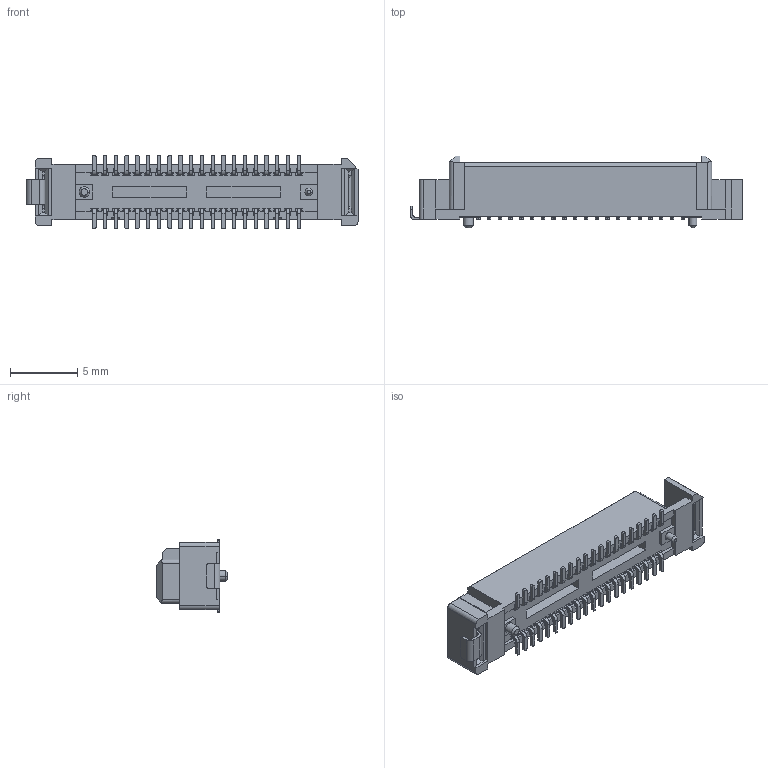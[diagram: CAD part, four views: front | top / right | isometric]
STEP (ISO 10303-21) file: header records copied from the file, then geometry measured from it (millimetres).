
FILE_DESCRIPTION( ('This file contains a STEP AP42 implementation' ,'as created by ZW3D STEP Interface translator.') ,'2;1' );
FILE_NAME( '3615-PXXX-047XXX01.stp' ,'23 321.164847', (''), ('ZWCAD Software Co.'), 'Version 1.0', 'ZW3D to STEP translator', '' );
FILE_SCHEMA(('AUTOMOTIVE_DESIGN { 1 0 10303 214 1 1 1 1 }'));
Length unit declared in the file: millimetre
Products named in the file (2): 0; 3615-PXXX-047XXX01
Bounding box: 24.68 x 5.35 x 5.5 mm (x, y, z)
Volume: 0 mm3; surface area: 669.1 mm2
Topology: 1 solids, 2 shells, 1396 faces, 3893 edges, 2500 vertices
Faces by surface type: plane 1209, cylinder 181, cone 6
Entity records: 45243 total; most frequent: CARTESIAN_POINT 7810, ORIENTED_EDGE 7776, DIRECTION 7057, EDGE_CURVE 3889, VECTOR 3499, LINE 3499, VERTEX_POINT 2500, AXIS2_PLACEMENT_3D 1779
